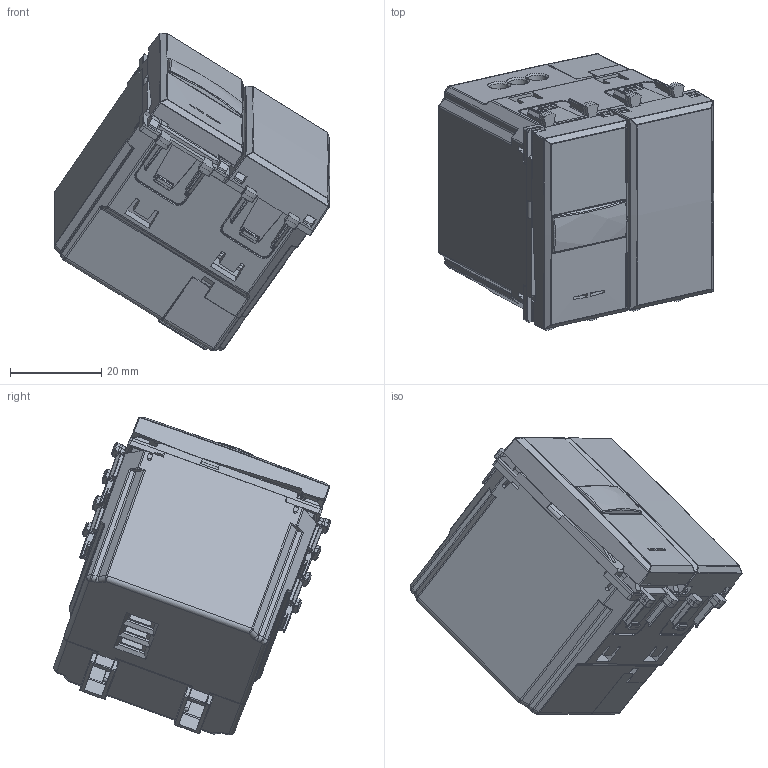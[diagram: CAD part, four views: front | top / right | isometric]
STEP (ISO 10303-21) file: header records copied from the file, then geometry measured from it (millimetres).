
FILE_DESCRIPTION(('CATIA V5 STEP Exchange'),'2;1');
FILE_NAME('443ABR1S.stp','2023-10-05T14:38:12+00:00',('none'),('none'),'CATIA Version 5-6 Release 2016 SP6','CATIA V5 STEP AP203','none');
FILE_SCHEMA(('CONFIG_CONTROL_DESIGN'));
Products named in the file (1): 442ABR1S
Assembly tree (8 placements, depth 2):
  442ABR1S
    #57
    #21048
    #49352
    #70403
    #75774
    #89023
    #92755
    #94777
Bounding box: 60.36 x 60.59 x 69.63 mm (x, y, z)
Volume: 22834.3 mm3; surface area: 33832.4 mm2
Topology: 7 solids, 7 shells, 2443 faces, 6700 edges, 4145 vertices
Faces by surface type: plane 1210, cylinder 737, bspline 224, cone 114, sphere 103, torus 46, revolution 9
Entity records: 94794 total; most frequent: CARTESIAN_POINT 41126, ORIENTED_EDGE 13126, DIRECTION 7694, EDGE_CURVE 6563, VERTEX_POINT 4136, VECTOR 3535, LINE 3535, EDGE_LOOP 2509
